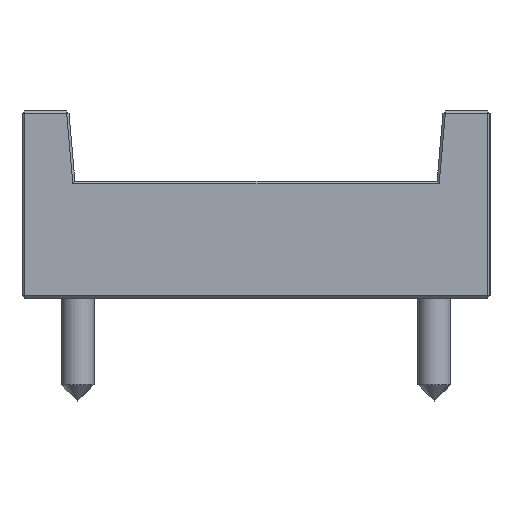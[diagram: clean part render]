
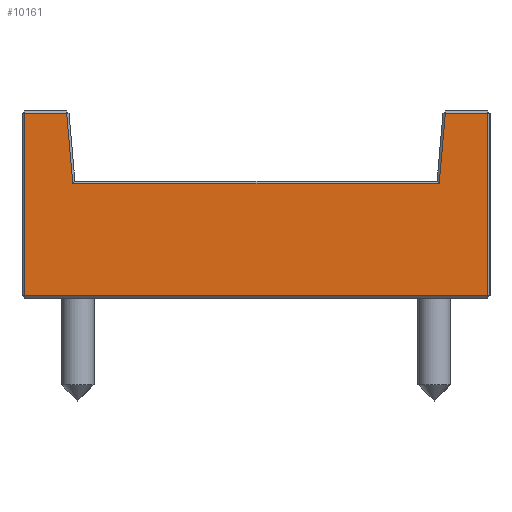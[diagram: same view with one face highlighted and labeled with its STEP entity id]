
A CAD part, left-side view. The second image highlights one B-rep face of the part: STEP entity #10161.
In plain terms, the highlighted planar face has unit normal (-1, 0, 0).
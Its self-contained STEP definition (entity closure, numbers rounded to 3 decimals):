
#127 = PLANE('',#128);
#128 = AXIS2_PLACEMENT_3D('',#129,#130,#131);
#129 = CARTESIAN_POINT('',(29.125,-42.89,3.225));
#130 = DIRECTION('',(-0.707,0.,-0.707));
#131 = DIRECTION('',(-0.,-1.,-0.));
#3025 = VERTEX_POINT('',#3026);
#3026 = CARTESIAN_POINT('',(29.1,-42.84,3.25));
#3049 = VERTEX_POINT('',#3050);
#3050 = CARTESIAN_POINT('',(29.1,-32.94,3.25));
#3076 = EDGE_CURVE('',#3025,#3049,#3077,.T.);
#3077 = SURFACE_CURVE('',#3078,(#3082,#3089),.PCURVE_S1.);
#3078 = LINE('',#3079,#3080);
#3079 = CARTESIAN_POINT('',(29.1,-42.89,3.25));
#3080 = VECTOR('',#3081,1.);
#3081 = DIRECTION('',(0.,1.,0.));
#3082 = PCURVE('',#127,#3083);
#3083 = DEFINITIONAL_REPRESENTATION('',(#3084),#3088);
#3084 = LINE('',#3085,#3086);
#3085 = CARTESIAN_POINT('',(-0.,0.035));
#3086 = VECTOR('',#3087,1.);
#3087 = DIRECTION('',(-1.,0.));
#3088 = ( GEOMETRIC_REPRESENTATION_CONTEXT(2) 
PARAMETRIC_REPRESENTATION_CONTEXT() REPRESENTATION_CONTEXT('2D SPACE',''
  ) );
#3089 = PCURVE('',#3090,#3095);
#3090 = PLANE('',#3091);
#3091 = AXIS2_PLACEMENT_3D('',#3092,#3093,#3094);
#3092 = CARTESIAN_POINT('',(29.1,-37.89,4.928));
#3093 = DIRECTION('',(-1.,0.,0.));
#3094 = DIRECTION('',(0.,0.,-1.));
#3095 = DEFINITIONAL_REPRESENTATION('',(#3096),#3100);
#3096 = LINE('',#3097,#3098);
#3097 = CARTESIAN_POINT('',(1.678,5.));
#3098 = VECTOR('',#3099,1.);
#3099 = DIRECTION('',(0.,-1.));
#3100 = ( GEOMETRIC_REPRESENTATION_CONTEXT(2) 
PARAMETRIC_REPRESENTATION_CONTEXT() REPRESENTATION_CONTEXT('2D SPACE',''
  ) );
#6868 = PLANE('',#6869);
#6869 = AXIS2_PLACEMENT_3D('',#6870,#6871,#6872);
#6870 = CARTESIAN_POINT('',(29.125,-34.021,5.675));
#6871 = DIRECTION('',(-0.707,0.,0.707));
#6872 = DIRECTION('',(0.,-1.,0.));
#10071 = PLANE('',#10072);
#10072 = AXIS2_PLACEMENT_3D('',#10073,#10074,#10075);
#10073 = CARTESIAN_POINT('',(29.125,-42.865,3.2));
#10074 = DIRECTION('',(-0.707,-0.707,0.));
#10075 = DIRECTION('',(-0.,-0.,-1.));
#10161 = ADVANCED_FACE('',(#10162),#3090,.T.);
#10162 = FACE_BOUND('',#10163,.T.);
#10163 = EDGE_LOOP('',(#10164,#10187,#10215,#10243,#10266,#10294,#10322,
    #10348));
#10164 = ORIENTED_EDGE('',*,*,#10165,.T.);
#10165 = EDGE_CURVE('',#3025,#10166,#10168,.T.);
#10166 = VERTEX_POINT('',#10167);
#10167 = CARTESIAN_POINT('',(29.1,-42.84,7.15));
#10168 = SURFACE_CURVE('',#10169,(#10173,#10180),.PCURVE_S1.);
#10169 = LINE('',#10170,#10171);
#10170 = CARTESIAN_POINT('',(29.1,-42.84,3.2));
#10171 = VECTOR('',#10172,1.);
#10172 = DIRECTION('',(0.,0.,1.));
#10173 = PCURVE('',#3090,#10174);
#10174 = DEFINITIONAL_REPRESENTATION('',(#10175),#10179);
#10175 = LINE('',#10176,#10177);
#10176 = CARTESIAN_POINT('',(1.728,4.95));
#10177 = VECTOR('',#10178,1.);
#10178 = DIRECTION('',(-1.,0.));
#10179 = ( GEOMETRIC_REPRESENTATION_CONTEXT(2) 
PARAMETRIC_REPRESENTATION_CONTEXT() REPRESENTATION_CONTEXT('2D SPACE',''
  ) );
#10180 = PCURVE('',#10071,#10181);
#10181 = DEFINITIONAL_REPRESENTATION('',(#10182),#10186);
#10182 = LINE('',#10183,#10184);
#10183 = CARTESIAN_POINT('',(-0.,-0.035));
#10184 = VECTOR('',#10185,1.);
#10185 = DIRECTION('',(-1.,0.));
#10186 = ( GEOMETRIC_REPRESENTATION_CONTEXT(2) 
PARAMETRIC_REPRESENTATION_CONTEXT() REPRESENTATION_CONTEXT('2D SPACE',''
  ) );
#10187 = ORIENTED_EDGE('',*,*,#10188,.T.);
#10188 = EDGE_CURVE('',#10166,#10189,#10191,.T.);
#10189 = VERTEX_POINT('',#10190);
#10190 = CARTESIAN_POINT('',(29.1,-41.936,7.15));
#10191 = SURFACE_CURVE('',#10192,(#10196,#10203),.PCURVE_S1.);
#10192 = LINE('',#10193,#10194);
#10193 = CARTESIAN_POINT('',(29.1,-42.89,7.15));
#10194 = VECTOR('',#10195,1.);
#10195 = DIRECTION('',(0.,1.,0.));
#10196 = PCURVE('',#3090,#10197);
#10197 = DEFINITIONAL_REPRESENTATION('',(#10198),#10202);
#10198 = LINE('',#10199,#10200);
#10199 = CARTESIAN_POINT('',(-2.222,5.));
#10200 = VECTOR('',#10201,1.);
#10201 = DIRECTION('',(0.,-1.));
#10202 = ( GEOMETRIC_REPRESENTATION_CONTEXT(2) 
PARAMETRIC_REPRESENTATION_CONTEXT() REPRESENTATION_CONTEXT('2D SPACE',''
  ) );
#10203 = PCURVE('',#10204,#10209);
#10204 = PLANE('',#10205);
#10205 = AXIS2_PLACEMENT_3D('',#10206,#10207,#10208);
#10206 = CARTESIAN_POINT('',(29.125,-42.89,7.175));
#10207 = DIRECTION('',(0.707,0.,-0.707));
#10208 = DIRECTION('',(0.,1.,0.));
#10209 = DEFINITIONAL_REPRESENTATION('',(#10210),#10214);
#10210 = LINE('',#10211,#10212);
#10211 = CARTESIAN_POINT('',(0.,-0.035));
#10212 = VECTOR('',#10213,1.);
#10213 = DIRECTION('',(1.,0.));
#10214 = ( GEOMETRIC_REPRESENTATION_CONTEXT(2) 
PARAMETRIC_REPRESENTATION_CONTEXT() REPRESENTATION_CONTEXT('2D SPACE',''
  ) );
#10215 = ORIENTED_EDGE('',*,*,#10216,.F.);
#10216 = EDGE_CURVE('',#10217,#10189,#10219,.T.);
#10217 = VERTEX_POINT('',#10218);
#10218 = CARTESIAN_POINT('',(29.1,-41.805,5.65));
#10219 = SURFACE_CURVE('',#10220,(#10224,#10231),.PCURVE_S1.);
#10220 = LINE('',#10221,#10222);
#10221 = CARTESIAN_POINT('',(29.1,-41.809,5.696));
#10222 = VECTOR('',#10223,1.);
#10223 = DIRECTION('',(0.,-0.087,0.996));
#10224 = PCURVE('',#3090,#10225);
#10225 = DEFINITIONAL_REPRESENTATION('',(#10226),#10230);
#10226 = LINE('',#10227,#10228);
#10227 = CARTESIAN_POINT('',(-0.768,3.919));
#10228 = VECTOR('',#10229,1.);
#10229 = DIRECTION('',(-0.996,0.087));
#10230 = ( GEOMETRIC_REPRESENTATION_CONTEXT(2) 
PARAMETRIC_REPRESENTATION_CONTEXT() REPRESENTATION_CONTEXT('2D SPACE',''
  ) );
#10231 = PCURVE('',#10232,#10237);
#10232 = PLANE('',#10233);
#10233 = AXIS2_PLACEMENT_3D('',#10234,#10235,#10236);
#10234 = CARTESIAN_POINT('',(29.125,-41.784,5.698));
#10235 = DIRECTION('',(0.707,-0.704,
    -0.062));
#10236 = DIRECTION('',(0.,0.087,
    -0.996));
#10237 = DEFINITIONAL_REPRESENTATION('',(#10238),#10242);
#10238 = LINE('',#10239,#10240);
#10239 = CARTESIAN_POINT('',(-0.,-0.035));
#10240 = VECTOR('',#10241,1.);
#10241 = DIRECTION('',(-1.,0.));
#10242 = ( GEOMETRIC_REPRESENTATION_CONTEXT(2) 
PARAMETRIC_REPRESENTATION_CONTEXT() REPRESENTATION_CONTEXT('2D SPACE',''
  ) );
#10243 = ORIENTED_EDGE('',*,*,#10244,.F.);
#10244 = EDGE_CURVE('',#10245,#10217,#10247,.T.);
#10245 = VERTEX_POINT('',#10246);
#10246 = CARTESIAN_POINT('',(29.1,-33.975,5.65));
#10247 = SURFACE_CURVE('',#10248,(#10252,#10259),.PCURVE_S1.);
#10248 = LINE('',#10249,#10250);
#10249 = CARTESIAN_POINT('',(29.1,-34.021,5.65));
#10250 = VECTOR('',#10251,1.);
#10251 = DIRECTION('',(0.,-1.,0.));
#10252 = PCURVE('',#3090,#10253);
#10253 = DEFINITIONAL_REPRESENTATION('',(#10254),#10258);
#10254 = LINE('',#10255,#10256);
#10255 = CARTESIAN_POINT('',(-0.722,-3.869));
#10256 = VECTOR('',#10257,1.);
#10257 = DIRECTION('',(-0.,1.));
#10258 = ( GEOMETRIC_REPRESENTATION_CONTEXT(2) 
PARAMETRIC_REPRESENTATION_CONTEXT() REPRESENTATION_CONTEXT('2D SPACE',''
  ) );
#10259 = PCURVE('',#6868,#10260);
#10260 = DEFINITIONAL_REPRESENTATION('',(#10261),#10265);
#10261 = LINE('',#10262,#10263);
#10262 = CARTESIAN_POINT('',(0.,-0.035));
#10263 = VECTOR('',#10264,1.);
#10264 = DIRECTION('',(1.,0.));
#10265 = ( GEOMETRIC_REPRESENTATION_CONTEXT(2) 
PARAMETRIC_REPRESENTATION_CONTEXT() REPRESENTATION_CONTEXT('2D SPACE',''
  ) );
#10266 = ORIENTED_EDGE('',*,*,#10267,.F.);
#10267 = EDGE_CURVE('',#10268,#10245,#10270,.T.);
#10268 = VERTEX_POINT('',#10269);
#10269 = CARTESIAN_POINT('',(29.1,-33.844,7.15));
#10270 = SURFACE_CURVE('',#10271,(#10275,#10282),.PCURVE_S1.);
#10271 = LINE('',#10272,#10273);
#10272 = CARTESIAN_POINT('',(29.1,-33.84,7.196));
#10273 = VECTOR('',#10274,1.);
#10274 = DIRECTION('',(-0.,-0.087,-0.996));
#10275 = PCURVE('',#3090,#10276);
#10276 = DEFINITIONAL_REPRESENTATION('',(#10277),#10281);
#10277 = LINE('',#10278,#10279);
#10278 = CARTESIAN_POINT('',(-2.268,-4.05));
#10279 = VECTOR('',#10280,1.);
#10280 = DIRECTION('',(0.996,0.087));
#10281 = ( GEOMETRIC_REPRESENTATION_CONTEXT(2) 
PARAMETRIC_REPRESENTATION_CONTEXT() REPRESENTATION_CONTEXT('2D SPACE',''
  ) );
#10282 = PCURVE('',#10283,#10288);
#10283 = PLANE('',#10284);
#10284 = AXIS2_PLACEMENT_3D('',#10285,#10286,#10287);
#10285 = CARTESIAN_POINT('',(29.125,-33.865,7.198));
#10286 = DIRECTION('',(0.707,0.704,-0.062
    ));
#10287 = DIRECTION('',(0.,0.087,
    0.996));
#10288 = DEFINITIONAL_REPRESENTATION('',(#10289),#10293);
#10289 = LINE('',#10290,#10291);
#10290 = CARTESIAN_POINT('',(-0.,-0.035));
#10291 = VECTOR('',#10292,1.);
#10292 = DIRECTION('',(-1.,0.));
#10293 = ( GEOMETRIC_REPRESENTATION_CONTEXT(2) 
PARAMETRIC_REPRESENTATION_CONTEXT() REPRESENTATION_CONTEXT('2D SPACE',''
  ) );
#10294 = ORIENTED_EDGE('',*,*,#10295,.T.);
#10295 = EDGE_CURVE('',#10268,#10296,#10298,.T.);
#10296 = VERTEX_POINT('',#10297);
#10297 = CARTESIAN_POINT('',(29.1,-32.94,7.15));
#10298 = SURFACE_CURVE('',#10299,(#10303,#10310),.PCURVE_S1.);
#10299 = LINE('',#10300,#10301);
#10300 = CARTESIAN_POINT('',(29.1,-33.89,7.15));
#10301 = VECTOR('',#10302,1.);
#10302 = DIRECTION('',(0.,1.,0.));
#10303 = PCURVE('',#3090,#10304);
#10304 = DEFINITIONAL_REPRESENTATION('',(#10305),#10309);
#10305 = LINE('',#10306,#10307);
#10306 = CARTESIAN_POINT('',(-2.222,-4.));
#10307 = VECTOR('',#10308,1.);
#10308 = DIRECTION('',(0.,-1.));
#10309 = ( GEOMETRIC_REPRESENTATION_CONTEXT(2) 
PARAMETRIC_REPRESENTATION_CONTEXT() REPRESENTATION_CONTEXT('2D SPACE',''
  ) );
#10310 = PCURVE('',#10311,#10316);
#10311 = PLANE('',#10312);
#10312 = AXIS2_PLACEMENT_3D('',#10313,#10314,#10315);
#10313 = CARTESIAN_POINT('',(29.125,-33.89,7.175));
#10314 = DIRECTION('',(0.707,0.,-0.707));
#10315 = DIRECTION('',(0.,1.,0.));
#10316 = DEFINITIONAL_REPRESENTATION('',(#10317),#10321);
#10317 = LINE('',#10318,#10319);
#10318 = CARTESIAN_POINT('',(0.,-0.035));
#10319 = VECTOR('',#10320,1.);
#10320 = DIRECTION('',(1.,0.));
#10321 = ( GEOMETRIC_REPRESENTATION_CONTEXT(2) 
PARAMETRIC_REPRESENTATION_CONTEXT() REPRESENTATION_CONTEXT('2D SPACE',''
  ) );
#10322 = ORIENTED_EDGE('',*,*,#10323,.F.);
#10323 = EDGE_CURVE('',#3049,#10296,#10324,.T.);
#10324 = SURFACE_CURVE('',#10325,(#10329,#10336),.PCURVE_S1.);
#10325 = LINE('',#10326,#10327);
#10326 = CARTESIAN_POINT('',(29.1,-32.94,3.2));
#10327 = VECTOR('',#10328,1.);
#10328 = DIRECTION('',(0.,0.,1.));
#10329 = PCURVE('',#3090,#10330);
#10330 = DEFINITIONAL_REPRESENTATION('',(#10331),#10335);
#10331 = LINE('',#10332,#10333);
#10332 = CARTESIAN_POINT('',(1.728,-4.95));
#10333 = VECTOR('',#10334,1.);
#10334 = DIRECTION('',(-1.,0.));
#10335 = ( GEOMETRIC_REPRESENTATION_CONTEXT(2) 
PARAMETRIC_REPRESENTATION_CONTEXT() REPRESENTATION_CONTEXT('2D SPACE',''
  ) );
#10336 = PCURVE('',#10337,#10342);
#10337 = PLANE('',#10338);
#10338 = AXIS2_PLACEMENT_3D('',#10339,#10340,#10341);
#10339 = CARTESIAN_POINT('',(29.125,-32.915,3.2));
#10340 = DIRECTION('',(-0.707,0.707,0.));
#10341 = DIRECTION('',(0.,0.,1.));
#10342 = DEFINITIONAL_REPRESENTATION('',(#10343),#10347);
#10343 = LINE('',#10344,#10345);
#10344 = CARTESIAN_POINT('',(0.,-0.035));
#10345 = VECTOR('',#10346,1.);
#10346 = DIRECTION('',(1.,0.));
#10347 = ( GEOMETRIC_REPRESENTATION_CONTEXT(2) 
PARAMETRIC_REPRESENTATION_CONTEXT() REPRESENTATION_CONTEXT('2D SPACE',''
  ) );
#10348 = ORIENTED_EDGE('',*,*,#3076,.F.);
